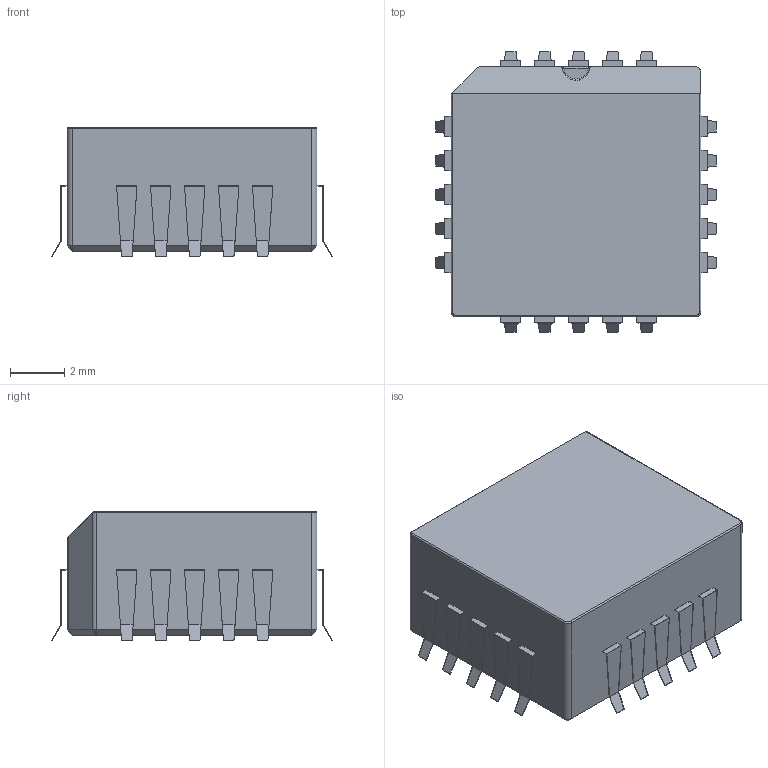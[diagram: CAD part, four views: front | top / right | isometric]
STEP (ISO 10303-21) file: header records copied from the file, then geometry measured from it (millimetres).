
FILE_DESCRIPTION (( 'STEP AP214' ), '1' );
FILE_NAME ('2EC04086-1DD6-4B48-B44E-A469889E04D5.STEP', '2008-06-25T11:26:56', ( 'sysAdmin' ), ( 'SolidWorks' ), 'SwSTEP 2.0', 'SolidWorks 2008', '' );
FILE_SCHEMA (( 'AUTOMOTIVE_DESIGN' ));
Length unit declared in the file: millimetre
Products named in the file (1): 2EC04086-1DD6-4B48-B44E-A469889E04D5
Bounding box: 10.34 x 10.34 x 4.77 mm (x, y, z)
Volume: 380.1 mm3; surface area: 392.4 mm2
Topology: 1 solids, 1 shells, 259 faces, 651 edges, 409 vertices
Faces by surface type: plane 234, cylinder 13, torus 5, cone 5, bspline 2
Entity records: 8022 total; most frequent: CARTESIAN_POINT 1442, ORIENTED_EDGE 1292, DIRECTION 1174, EDGE_CURVE 646, LINE 608, VECTOR 608, VERTEX_POINT 409, AXIS2_PLACEMENT_3D 283
